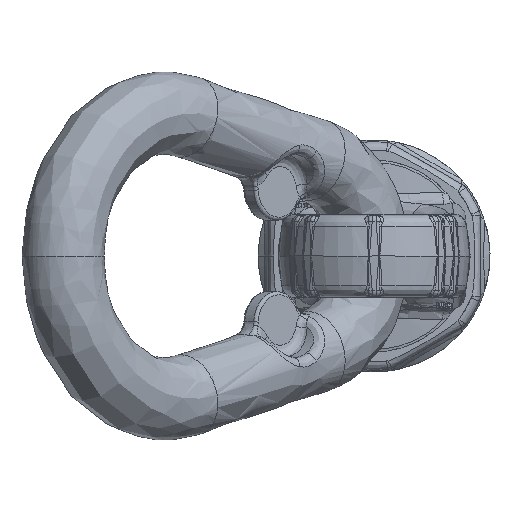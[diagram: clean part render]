
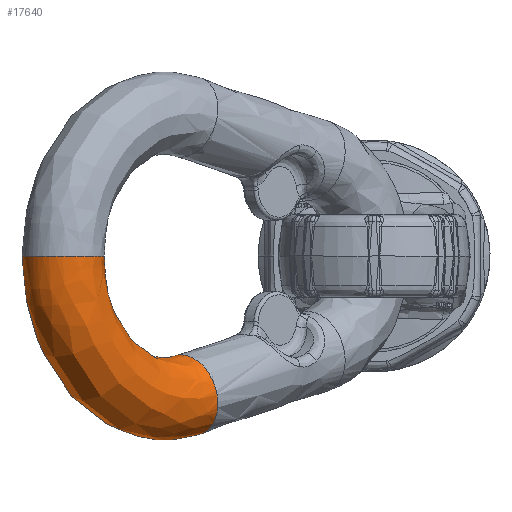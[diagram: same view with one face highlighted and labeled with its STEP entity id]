
A CAD part, left-side view. The second image highlights one B-rep face of the part: STEP entity #17640.
In plain terms, the highlighted free-form (B-spline) face has degree [3, 2] with [4, 7] control points.
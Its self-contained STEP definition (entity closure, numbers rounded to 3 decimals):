
#17535=CARTESIAN_POINT('V1991',(-63.604,
   24.755,-21.879));
#17536=VERTEX_POINT('V1991',#17535);
#17542=CARTESIAN_POINT('E771',(-63.604,
   24.755,-21.879));
#17543=CARTESIAN_POINT('E771',(-61.746,
   22.897,-32.826));
#17544=CARTESIAN_POINT('E771',(-55.781,
   30.72,-27.353));
#17545=CARTESIAN_POINT('E771',(-49.815,
   38.543,-21.879));
#17546=CARTESIAN_POINT('E771',(-57.638,
   32.578,-16.405));
#17547=CARTESIAN_POINT('E771',(-65.461,
   26.612,-10.931));
#17548=CARTESIAN_POINT('E771',(-63.604,
   24.755,-21.879));
#17556=(BOUNDED_CURVE()B_SPLINE_CURVE(2,(#17542,#17543,#17544,
   #17545,#17546,#17547,#17548),.CIRCULAR_ARC.,.T.,.U.)
   B_SPLINE_CURVE_WITH_KNOTS((3,2,2,3),(0.0,0.333,
   0.667,1.0),.UNSPECIFIED.)CURVE()
   GEOMETRIC_REPRESENTATION_ITEM()RATIONAL_B_SPLINE_CURVE((1.0,
   0.5,1.0,0.5,1.0,0.5,1.0)
   )REPRESENTATION_ITEM('E771'));
#17557=EDGE_CURVE('E771',#17536,#17536,#17556,.T.);
#17567=CARTESIAN_POINT('F316',(-83.226,
   44.377,0.));
#17568=CARTESIAN_POINT('F316',(-83.226,
   44.377,-15.788));
#17569=CARTESIAN_POINT('F316',(-74.459,
   35.61,-25.563));
#17570=CARTESIAN_POINT('F316',(-63.604,
   24.755,-21.879));
#17571=CARTESIAN_POINT('F316',(-75.265,
   36.416,0.));
#17572=CARTESIAN_POINT('F316',(-75.265,
   36.416,-7.888));
#17573=CARTESIAN_POINT('F316',(-70.885,
   32.036,-12.772));
#17574=CARTESIAN_POINT('F316',(-65.461,
   26.612,-10.931));
#17575=CARTESIAN_POINT('F316',(-72.351,
   47.291,0.));
#17576=CARTESIAN_POINT('F316',(-72.351,
   47.291,-11.838));
#17577=CARTESIAN_POINT('F316',(-65.778,
   40.717,-19.167));
#17578=CARTESIAN_POINT('F316',(-57.638,
   32.578,-16.405));
#17579=CARTESIAN_POINT('F316',(-69.437,
   58.165,0.));
#17580=CARTESIAN_POINT('F316',(-69.437,
   58.165,-15.788));
#17581=CARTESIAN_POINT('F316',(-60.671,
   49.399,-25.563));
#17582=CARTESIAN_POINT('F316',(-49.815,
   38.543,-21.879));
#17583=CARTESIAN_POINT('F316',(-80.312,
   55.251,0.));
#17584=CARTESIAN_POINT('F316',(-80.312,
   55.251,-19.738));
#17585=CARTESIAN_POINT('F316',(-69.352,
   44.292,-31.958));
#17586=CARTESIAN_POINT('F316',(-55.781,
   30.72,-27.353));
#17587=CARTESIAN_POINT('F316',(-91.187,
   52.338,0.));
#17588=CARTESIAN_POINT('F316',(-91.187,
   52.338,-23.688));
#17589=CARTESIAN_POINT('F316',(-78.034,
   39.184,-38.354));
#17590=CARTESIAN_POINT('F316',(-61.746,
   22.897,-32.826));
#17591=CARTESIAN_POINT('F316',(-83.226,
   44.377,0.));
#17592=CARTESIAN_POINT('F316',(-83.226,
   44.377,-15.788));
#17593=CARTESIAN_POINT('F316',(-74.459,
   35.61,-25.563));
#17594=CARTESIAN_POINT('F316',(-63.604,
   24.755,-21.879));
#17602=(BOUNDED_SURFACE()B_SPLINE_SURFACE(3,2,((#17567,#17571,
   #17575,#17579,#17583,#17587,#17591),(#17568,#17572,#17576,
   #17580,#17584,#17588,#17592),(#17569,#17573,#17577,#17581,
   #17585,#17589,#17593),(#17570,#17574,#17578,#17582,#17586,
   #17590,#17594)),.UNSPECIFIED.,.F.,.T.,.U.)
   B_SPLINE_SURFACE_WITH_KNOTS((4,4),(3,2,2,3),(0.0,1.0),(0.0,
   0.475,0.951,1.426),
   .UNSPECIFIED.)GEOMETRIC_REPRESENTATION_ITEM()
   RATIONAL_B_SPLINE_SURFACE(((1.0,0.5,1.0,
   0.5,1.0,0.5,1.0),(0.746,
   0.373,0.746,0.373,
   0.746,0.373,0.746),(
   0.746,0.373,0.746,
   0.373,0.746,0.373,
   0.746),(1.0,0.5,1.0,0.5,
   1.0,0.5,1.0)))REPRESENTATION_ITEM('F316')SURFACE()
   );
#17603=ORIENTED_EDGE('E771',*,*,#17557,.F.);
#17604=CARTESIAN_POINT('V1992',(-83.226,
   44.377,0.0));
#17605=VERTEX_POINT('V1992',#17604);
#17606=CARTESIAN_POINT('E772',(-63.604,
   24.755,-21.879));
#17607=CARTESIAN_POINT('E772',(-74.459,
   35.61,-25.563));
#17608=CARTESIAN_POINT('E772',(-83.226,
   44.377,-15.788));
#17609=CARTESIAN_POINT('E772',(-83.226,
   44.377,0.));
#17617=(BOUNDED_CURVE()B_SPLINE_CURVE(3,(#17606,#17607,#17608,
   #17609),.UNSPECIFIED.,.F.,.U.)CURVE()
   GEOMETRIC_REPRESENTATION_ITEM()QUASI_UNIFORM_CURVE()
   RATIONAL_B_SPLINE_CURVE((1.0,0.746,
   0.746,1.0))REPRESENTATION_ITEM('E772'));
#17618=EDGE_CURVE('E772',#17536,#17605,#17617,.T.);
#17619=ORIENTED_EDGE('E772',*,*,#17618,.T.);
#17620=CARTESIAN_POINT('E773',(-83.226,
   44.377,0.0));
#17621=CARTESIAN_POINT('E773',(-91.187,
   52.338,0.0));
#17622=CARTESIAN_POINT('E773',(-80.312,
   55.251,0.0));
#17623=CARTESIAN_POINT('E773',(-69.437,
   58.165,0.0));
#17624=CARTESIAN_POINT('E773',(-72.351,
   47.291,0.0));
#17625=CARTESIAN_POINT('E773',(-75.265,
   36.416,0.0));
#17626=CARTESIAN_POINT('E773',(-83.226,
   44.377,0.0));
#17634=(BOUNDED_CURVE()B_SPLINE_CURVE(2,(#17620,#17621,#17622,
   #17623,#17624,#17625,#17626),.CIRCULAR_ARC.,.T.,.U.)
   B_SPLINE_CURVE_WITH_KNOTS((3,2,2,3),(0.0,0.475,
   0.951,1.426),.UNSPECIFIED.)CURVE()
   GEOMETRIC_REPRESENTATION_ITEM()RATIONAL_B_SPLINE_CURVE((1.0,
   0.5,1.0,0.5,1.0,0.5,1.0)
   )REPRESENTATION_ITEM('E773'));
#17635=EDGE_CURVE('E773',#17605,#17605,#17634,.T.);
#17636=ORIENTED_EDGE('E773',*,*,#17635,.T.);
#17637=ORIENTED_EDGE('E772',*,*,#17618,.F.);
#17638=EDGE_LOOP('F316',(#17603,#17619,#17636,#17637));
#17639=FACE_OUTER_BOUND('F316',#17638,.T.);
#17640=ADVANCED_FACE('F316',(#17639),#17602,.T.);
